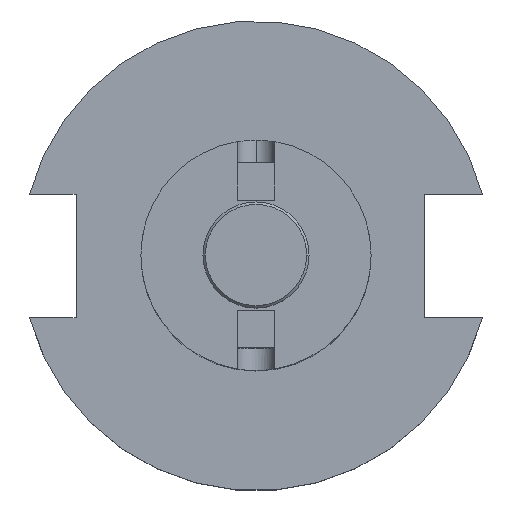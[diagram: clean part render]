
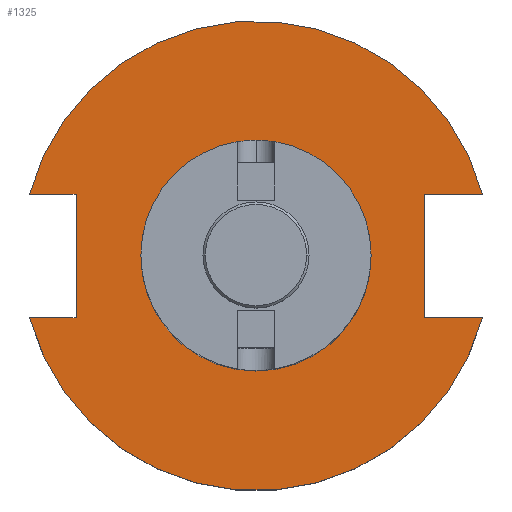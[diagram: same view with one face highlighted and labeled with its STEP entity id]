
A CAD part, top view. The second image highlights one B-rep face of the part: STEP entity #1325.
In plain terms, the highlighted planar face has unit normal (0, 0, 1).
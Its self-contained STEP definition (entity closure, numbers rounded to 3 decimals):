
#15 = CARTESIAN_POINT ( 'NONE',  ( -37.719, -12.954, 19.05 ) ) ;
#24 = EDGE_CURVE ( 'NONE', #570, #1072, #2166, .T. ) ;
#32 = EDGE_CURVE ( 'NONE', #194, #225, #2230, .T. ) ;
#45 = EDGE_LOOP ( 'NONE', ( #1554, #621, #544, #420, #2341, #1079, #910, #1485 ) ) ;
#92 = VERTEX_POINT ( 'NONE', #1379 ) ;
#93 = DIRECTION ( 'NONE',  ( -1., 0., 0. ) ) ;
#114 = VERTEX_POINT ( 'NONE', #822 ) ;
#129 = CARTESIAN_POINT ( 'NONE',  ( 35.306, 12.954, 19.05 ) ) ;
#145 = CARTESIAN_POINT ( 'NONE',  ( 0., 0., 19.05 ) ) ;
#194 = VERTEX_POINT ( 'NONE', #1233 ) ;
#201 = DIRECTION ( 'NONE',  ( 0., 0., 1. ) ) ;
#225 = VERTEX_POINT ( 'NONE', #129 ) ;
#238 = LINE ( 'NONE', #1127, #1201 ) ;
#266 = EDGE_CURVE ( 'NONE', #1428, #2225, #2211, .T. ) ;
#275 = CARTESIAN_POINT ( 'NONE',  ( 35.306, 12.954, 19.05 ) ) ;
#300 = CARTESIAN_POINT ( 'NONE',  ( -47.477, -12.954, 19.05 ) ) ;
#340 = EDGE_CURVE ( 'NONE', #570, #1136, #1891, .T. ) ;
#342 = DIRECTION ( 'NONE',  ( 1., 0., 0. ) ) ;
#391 = DIRECTION ( 'NONE',  ( 1., 0., 0. ) ) ;
#420 = ORIENTED_EDGE ( 'NONE', *, *, #32, .F. ) ;
#440 = LINE ( 'NONE', #2112, #635 ) ;
#538 = EDGE_CURVE ( 'NONE', #2225, #1428, #924, .T. ) ;
#544 = ORIENTED_EDGE ( 'NONE', *, *, #1927, .F. ) ;
#570 = VERTEX_POINT ( 'NONE', #300 ) ;
#579 = EDGE_CURVE ( 'NONE', #114, #1072, #440, .T. ) ;
#586 = AXIS2_PLACEMENT_3D ( 'NONE', #850, #1210, #642 ) ;
#596 = DIRECTION ( 'NONE',  ( 0., 1., 0. ) ) ;
#605 = CARTESIAN_POINT ( 'NONE',  ( -63.719, 12.954, 19.05 ) ) ;
#619 = DIRECTION ( 'NONE',  ( 1., 0., 0. ) ) ;
#621 = ORIENTED_EDGE ( 'NONE', *, *, #579, .F. ) ;
#628 = DIRECTION ( 'NONE',  ( 0., 0., 1. ) ) ;
#631 = CARTESIAN_POINT ( 'NONE',  ( 24.13, 0., 19.05 ) ) ;
#635 = VECTOR ( 'NONE', #1382, 1000. ) ;
#642 = DIRECTION ( 'NONE',  ( 1., 0., 0. ) ) ;
#647 = VECTOR ( 'NONE', #93, 1000. ) ;
#672 = DIRECTION ( 'NONE',  ( 0., 0., 1. ) ) ;
#697 = AXIS2_PLACEMENT_3D ( 'NONE', #1098, #707, #2009 ) ;
#707 = DIRECTION ( 'NONE',  ( 0., 0., 1. ) ) ;
#721 = LINE ( 'NONE', #605, #1915 ) ;
#728 = AXIS2_PLACEMENT_3D ( 'NONE', #1015, #628, #619 ) ;
#730 = PLANE ( 'NONE',  #1865 ) ;
#822 = CARTESIAN_POINT ( 'NONE',  ( 35.306, -12.954, 19.05 ) ) ;
#850 = CARTESIAN_POINT ( 'NONE',  ( 0., 0., 19.05 ) ) ;
#910 = ORIENTED_EDGE ( 'NONE', *, *, #1270, .F. ) ;
#924 = CIRCLE ( 'NONE', #586, 24.13 ) ;
#1015 = CARTESIAN_POINT ( 'NONE',  ( 0., 0., 19.05 ) ) ;
#1072 = VERTEX_POINT ( 'NONE', #1641 ) ;
#1079 = ORIENTED_EDGE ( 'NONE', *, *, #1725, .F. ) ;
#1098 = CARTESIAN_POINT ( 'NONE',  ( 0., 0., 19.05 ) ) ;
#1127 = CARTESIAN_POINT ( 'NONE',  ( -37.719, 12.954, 19.05 ) ) ;
#1136 = VERTEX_POINT ( 'NONE', #15 ) ;
#1168 = CARTESIAN_POINT ( 'NONE',  ( 35.306, 12.954, 19.05 ) ) ;
#1185 = DIRECTION ( 'NONE',  ( 0., -1., 0. ) ) ;
#1201 = VECTOR ( 'NONE', #596, 1000. ) ;
#1203 = VECTOR ( 'NONE', #342, 1000. ) ;
#1210 = DIRECTION ( 'NONE',  ( 0., 0., 1. ) ) ;
#1233 = CARTESIAN_POINT ( 'NONE',  ( 47.477, 12.954, 19.05 ) ) ;
#1260 = CIRCLE ( 'NONE', #1988, 49.212 ) ;
#1270 = EDGE_CURVE ( 'NONE', #1136, #92, #238, .T. ) ;
#1320 = DIRECTION ( 'NONE',  ( -1., 0., 0. ) ) ;
#1325 = ADVANCED_FACE ( 'NONE', ( #2330, #1344 ), #730, .T. ) ;
#1344 = FACE_OUTER_BOUND ( 'NONE', #45, .T. ) ;
#1379 = CARTESIAN_POINT ( 'NONE',  ( -37.719, 12.954, 19.05 ) ) ;
#1382 = DIRECTION ( 'NONE',  ( 1., 0., 0. ) ) ;
#1428 = VERTEX_POINT ( 'NONE', #631 ) ;
#1430 = EDGE_CURVE ( 'NONE', #194, #2360, #1260, .T. ) ;
#1485 = ORIENTED_EDGE ( 'NONE', *, *, #340, .F. ) ;
#1486 = VECTOR ( 'NONE', #1185, 1000. ) ;
#1554 = ORIENTED_EDGE ( 'NONE', *, *, #24, .T. ) ;
#1617 = ORIENTED_EDGE ( 'NONE', *, *, #266, .F. ) ;
#1641 = CARTESIAN_POINT ( 'NONE',  ( 47.477, -12.954, 19.05 ) ) ;
#1654 = ORIENTED_EDGE ( 'NONE', *, *, #538, .F. ) ;
#1717 = CARTESIAN_POINT ( 'NONE',  ( -47.477, 12.954, 19.05 ) ) ;
#1725 = EDGE_CURVE ( 'NONE', #92, #2360, #721, .T. ) ;
#1802 = LINE ( 'NONE', #275, #1486 ) ;
#1815 = CARTESIAN_POINT ( 'NONE',  ( -63.719, -12.954, 19.05 ) ) ;
#1825 = CARTESIAN_POINT ( 'NONE',  ( 0., 49.212, 19.05 ) ) ;
#1865 = AXIS2_PLACEMENT_3D ( 'NONE', #1825, #201, #391 ) ;
#1891 = LINE ( 'NONE', #1815, #1203 ) ;
#1915 = VECTOR ( 'NONE', #1320, 1000. ) ;
#1927 = EDGE_CURVE ( 'NONE', #225, #114, #1802, .T. ) ;
#1988 = AXIS2_PLACEMENT_3D ( 'NONE', #145, #672, #2207 ) ;
#2009 = DIRECTION ( 'NONE',  ( 1., 0., 0. ) ) ;
#2112 = CARTESIAN_POINT ( 'NONE',  ( 35.306, -12.954, 19.05 ) ) ;
#2166 = CIRCLE ( 'NONE', #728, 49.212 ) ;
#2196 = CARTESIAN_POINT ( 'NONE',  ( -24.13, 0., 19.05 ) ) ;
#2207 = DIRECTION ( 'NONE',  ( 1., 0., 0. ) ) ;
#2211 = CIRCLE ( 'NONE', #697, 24.13 ) ;
#2225 = VERTEX_POINT ( 'NONE', #2196 ) ;
#2230 = LINE ( 'NONE', #1168, #647 ) ;
#2238 = EDGE_LOOP ( 'NONE', ( #1617, #1654 ) ) ;
#2330 = FACE_BOUND ( 'NONE', #2238, .T. ) ;
#2341 = ORIENTED_EDGE ( 'NONE', *, *, #1430, .T. ) ;
#2360 = VERTEX_POINT ( 'NONE', #1717 ) ;
